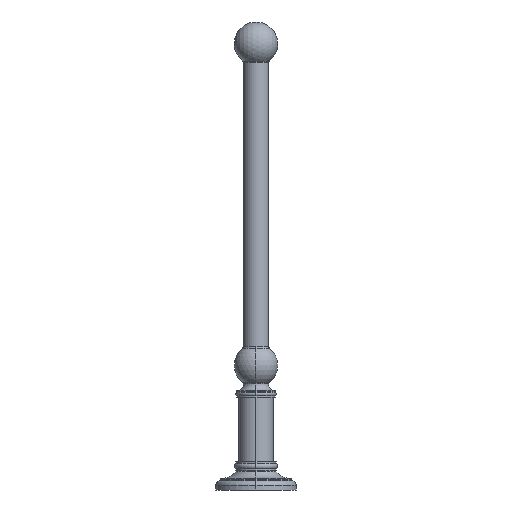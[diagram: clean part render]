
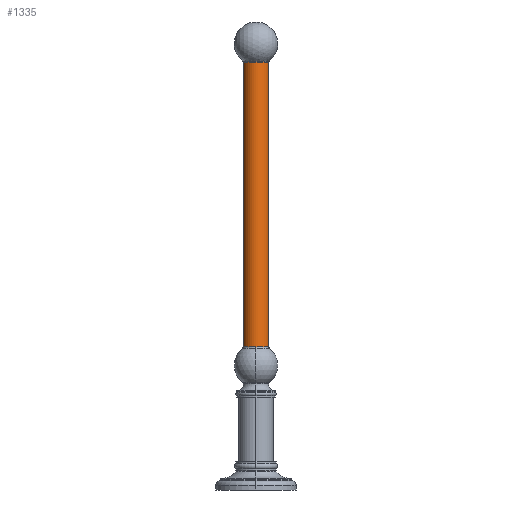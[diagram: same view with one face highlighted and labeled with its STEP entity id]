
A CAD part, left-side view. The second image highlights one B-rep face of the part: STEP entity #1335.
In plain terms, the highlighted cylindrical face has radius 8 mm (diameter 16 mm), a partial arc.
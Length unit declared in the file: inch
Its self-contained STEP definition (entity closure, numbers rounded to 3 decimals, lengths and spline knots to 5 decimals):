
#865=DIRECTION('',(0.,0.,-1.));
#866=VECTOR('',#865,7.07984);
#867=CARTESIAN_POINT('',(0.,0.31496,
10.64031));
#868=LINE('',#867,#866);
#904=CARTESIAN_POINT('',(0.,0.,10.64031));
#905=DIRECTION('',(0.,0.,-1.));
#906=DIRECTION('',(0.,-1.,0.));
#907=AXIS2_PLACEMENT_3D('',#904,#905,#906);
#909=DIRECTION('',(0.,0.,-1.));
#910=VECTOR('',#909,7.07984);
#911=CARTESIAN_POINT('',(0.,-0.31496,
10.64031));
#912=LINE('',#911,#910);
#913=CARTESIAN_POINT('',(0.,0.,3.56047));
#914=DIRECTION('',(0.,0.,1.));
#915=DIRECTION('',(-1.,0.,0.));
#916=AXIS2_PLACEMENT_3D('',#913,#914,#915);
#918=CARTESIAN_POINT('',(0.,0.,3.56047));
#919=DIRECTION('',(0.,0.,1.));
#920=DIRECTION('',(0.,1.,0.));
#921=AXIS2_PLACEMENT_3D('',#918,#919,#920);
#952=CARTESIAN_POINT('',(0.,-0.31496,10.64031));
#953=CARTESIAN_POINT('',(0.,0.31496,10.64031));
#954=VERTEX_POINT('',#952);
#955=VERTEX_POINT('',#953);
#958=CARTESIAN_POINT('',(0.,0.31496,
3.56047));
#959=VERTEX_POINT('',#958);
#960=CARTESIAN_POINT('',(0.,-0.31496,
3.56047));
#961=VERTEX_POINT('',#960);
#978=CARTESIAN_POINT('',(-0.31496,0.,3.56047));
#979=VERTEX_POINT('',#978);
#1322=CARTESIAN_POINT('',(0.,0.,11.10039));
#1323=DIRECTION('',(0.,0.,-1.));
#1324=DIRECTION('',(0.,1.,0.));
#1325=AXIS2_PLACEMENT_3D('',#1322,#1323,#1324);
#1326=CYLINDRICAL_SURFACE('',#1325,0.31496);
#1327=ORIENTED_EDGE('',*,*,#1316,.F.);
#1328=ORIENTED_EDGE('',*,*,#1261,.T.);
#1330=ORIENTED_EDGE('',*,*,#1329,.F.);
#1331=ORIENTED_EDGE('',*,*,#1240,.F.);
#1332=ORIENTED_EDGE('',*,*,#1258,.F.);
#1333=EDGE_LOOP('',(#1327,#1328,#1330,#1331,#1332));
#1334=FACE_OUTER_BOUND('',#1333,.F.);
#1335=ADVANCED_FACE('',(#1334),#1326,.T.);
#908=CIRCLE('',#907,0.31496);
#917=CIRCLE('',#916,0.31496);
#922=CIRCLE('',#921,0.31496);
#1240=EDGE_CURVE('',#959,#979,#922,.T.);
#1258=EDGE_CURVE('',#955,#959,#868,.T.);
#1261=EDGE_CURVE('',#954,#961,#912,.T.);
#1316=EDGE_CURVE('',#954,#955,#908,.T.);
#1329=EDGE_CURVE('',#979,#961,#917,.T.);
